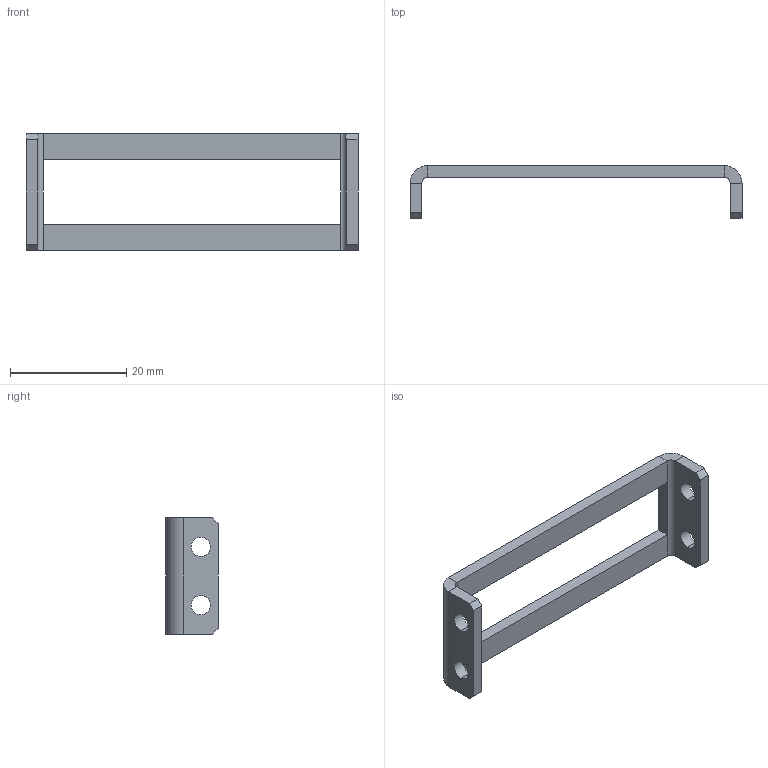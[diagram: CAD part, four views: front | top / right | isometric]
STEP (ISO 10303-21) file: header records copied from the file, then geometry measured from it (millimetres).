
FILE_DESCRIPTION (( 'STEP AP203' ), '1' );
FILE_NAME ('滅剽詁潰聆馱蚾01.STEP', '2020-07-02T03:07:08', ( '' ), ( '' ), 'SwSTEP 2.0', 'SolidWorks 2016', '' );
FILE_SCHEMA (( 'CONFIG_CONTROL_DESIGN' ));
Length unit declared in the file: millimetre
Products named in the file (1): 滅剽詁潰聆馱蚾01
Bounding box: 57 x 9 x 20 mm (x, y, z)
Volume: 1576.9 mm3; surface area: 2260.3 mm2
Topology: 1 solids, 1 shells, 40 faces, 96 edges, 56 vertices
Faces by surface type: plane 28, cylinder 12
Entity records: 1229 total; most frequent: DIRECTION 202, CARTESIAN_POINT 193, ORIENTED_EDGE 192, EDGE_CURVE 96, LINE 72, VECTOR 72, AXIS2_PLACEMENT_3D 65, VERTEX_POINT 56
